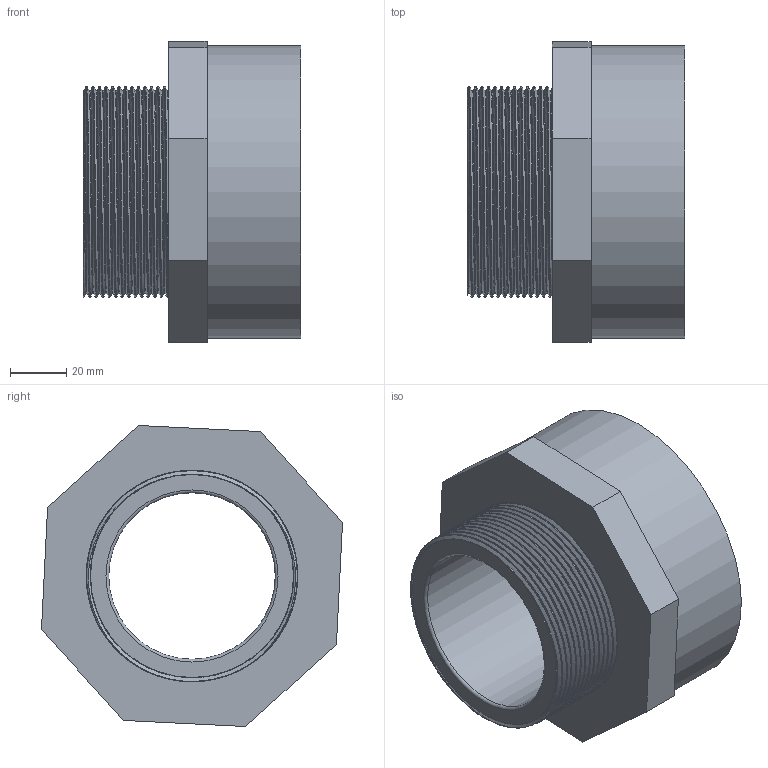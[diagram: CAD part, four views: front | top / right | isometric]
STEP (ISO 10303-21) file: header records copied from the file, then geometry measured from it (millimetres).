
FILE_DESCRIPTION(/* description */ (''),/* implementation_level */ '2;1');
FILE_NAME(/* name */ 'RE21075I.ipt.stp',/* time_stamp */ '2017-01-25T09:27:37+01:00',/* author */ ('Eugenio'),/* organization */ (''),/* preprocessor_version */ 'ST-DEVELOPER v16.5',/* originating_system */ 'Autodesk Inventor 2017',/* authorisation */ '');
FILE_SCHEMA (('AUTOMOTIVE_DESIGN { 1 0 10303 214 3 1 1 }'));
Length unit declared in the file: millimetre
Products named in the file (1): RE21075I
Bounding box: 77.3 x 107.05 x 107.05 mm (x, y, z)
Volume: 220837.1 mm3; surface area: 96645.8 mm2
Topology: 3 solids, 3 shells, 39 faces, 88 edges, 58 vertices
Faces by surface type: plane 17, bspline 12, cylinder 8, torus 2
Full cylindrical faces by diameter (mm): 59.18 x1, 72.166 x2, 87.88 x2, 103.88 x1
Entity records: 13655 total; most frequent: CARTESIAN_POINT 12867, ORIENTED_EDGE 160, DIRECTION 116, EDGE_CURVE 80, VERTEX_POINT 58, EDGE_LOOP 56, AXIS2_PLACEMENT_3D 46, FACE_OUTER_BOUND 39
